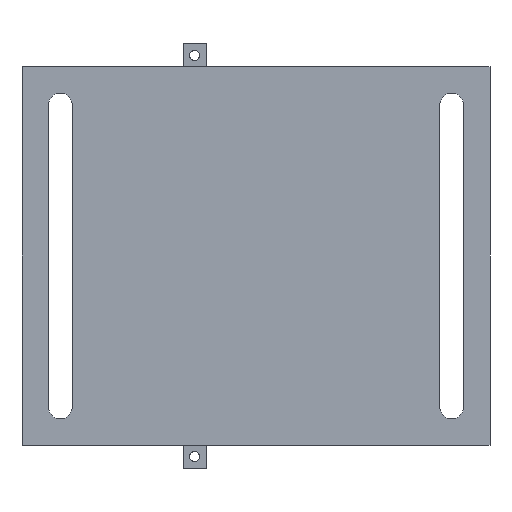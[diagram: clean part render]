
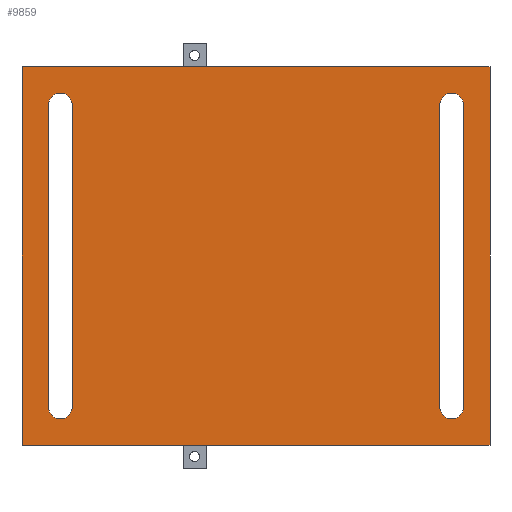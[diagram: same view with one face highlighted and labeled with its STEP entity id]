
A CAD part, left-side view. The second image highlights one B-rep face of the part: STEP entity #9859.
In plain terms, the highlighted planar face has unit normal (-1, 0, 0).
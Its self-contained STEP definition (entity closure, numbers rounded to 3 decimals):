
#811=FACE_BOUND('',#1668,.T.);
#812=FACE_BOUND('',#1669,.T.);
#864=PLANE('',#10436);
#1118=FACE_OUTER_BOUND('',#1667,.T.);
#1667=EDGE_LOOP('',(#6796,#6797,#6798,#6799));
#1668=EDGE_LOOP('',(#6800,#6801,#6802,#6803));
#1669=EDGE_LOOP('',(#6804,#6805,#6806,#6807));
#2274=LINE('',#12525,#3212);
#2275=LINE('',#12527,#3213);
#2276=LINE('',#12529,#3214);
#2277=LINE('',#12530,#3215);
#2278=LINE('',#12533,#3216);
#2279=LINE('',#12537,#3217);
#2280=LINE('',#12543,#3218);
#2281=LINE('',#12546,#3219);
#3212=VECTOR('',#10848,10.);
#3213=VECTOR('',#10849,10.);
#3214=VECTOR('',#10850,10.);
#3215=VECTOR('',#10851,10.);
#3216=VECTOR('',#10852,10.);
#3217=VECTOR('',#10855,10.);
#3218=VECTOR('',#10860,10.);
#3219=VECTOR('',#10863,10.);
#4130=CIRCLE('',#10437,3.125);
#4131=CIRCLE('',#10438,3.125);
#4132=CIRCLE('',#10439,3.125);
#4133=CIRCLE('',#10440,3.125);
#4224=VERTEX_POINT('',#12523);
#4225=VERTEX_POINT('',#12524);
#4226=VERTEX_POINT('',#12526);
#4227=VERTEX_POINT('',#12528);
#4228=VERTEX_POINT('',#12531);
#4229=VERTEX_POINT('',#12532);
#4230=VERTEX_POINT('',#12534);
#4231=VERTEX_POINT('',#12536);
#4232=VERTEX_POINT('',#12539);
#4233=VERTEX_POINT('',#12540);
#4234=VERTEX_POINT('',#12542);
#4235=VERTEX_POINT('',#12544);
#5252=EDGE_CURVE('',#4224,#4225,#2274,.T.);
#5253=EDGE_CURVE('',#4224,#4226,#2275,.T.);
#5254=EDGE_CURVE('',#4227,#4226,#2276,.T.);
#5255=EDGE_CURVE('',#4225,#4227,#2277,.T.);
#5256=EDGE_CURVE('',#4228,#4229,#2278,.T.);
#5257=EDGE_CURVE('',#4229,#4230,#4130,.T.);
#5258=EDGE_CURVE('',#4230,#4231,#2279,.T.);
#5259=EDGE_CURVE('',#4231,#4228,#4131,.T.);
#5260=EDGE_CURVE('',#4232,#4233,#4132,.T.);
#5261=EDGE_CURVE('',#4233,#4234,#2280,.T.);
#5262=EDGE_CURVE('',#4234,#4235,#4133,.T.);
#5263=EDGE_CURVE('',#4235,#4232,#2281,.T.);
#6796=ORIENTED_EDGE('',*,*,#5252,.F.);
#6797=ORIENTED_EDGE('',*,*,#5253,.T.);
#6798=ORIENTED_EDGE('',*,*,#5254,.F.);
#6799=ORIENTED_EDGE('',*,*,#5255,.F.);
#6800=ORIENTED_EDGE('',*,*,#5256,.T.);
#6801=ORIENTED_EDGE('',*,*,#5257,.T.);
#6802=ORIENTED_EDGE('',*,*,#5258,.T.);
#6803=ORIENTED_EDGE('',*,*,#5259,.T.);
#6804=ORIENTED_EDGE('',*,*,#5260,.T.);
#6805=ORIENTED_EDGE('',*,*,#5261,.T.);
#6806=ORIENTED_EDGE('',*,*,#5262,.T.);
#6807=ORIENTED_EDGE('',*,*,#5263,.T.);
#9859=ADVANCED_FACE('',(#1118,#811,#812),#864,.F.);
#10436=AXIS2_PLACEMENT_3D('',#12522,#10846,#10847);
#10437=AXIS2_PLACEMENT_3D('',#12535,#10853,#10854);
#10438=AXIS2_PLACEMENT_3D('',#12538,#10856,#10857);
#10439=AXIS2_PLACEMENT_3D('',#12541,#10858,#10859);
#10440=AXIS2_PLACEMENT_3D('',#12545,#10861,#10862);
#10846=DIRECTION('center_axis',(1.,0.,0.));
#10847=DIRECTION('ref_axis',(0.,0.,1.));
#10848=DIRECTION('',(0.,1.,0.));
#10849=DIRECTION('',(0.,0.,1.));
#10850=DIRECTION('',(0.,-1.,0.));
#10851=DIRECTION('',(0.,0.,1.));
#10852=DIRECTION('',(0.,0.,-1.));
#10853=DIRECTION('center_axis',(1.,0.,0.));
#10854=DIRECTION('ref_axis',(0.,0.,-1.));
#10855=DIRECTION('',(0.,0.,1.));
#10856=DIRECTION('center_axis',(1.,0.,0.));
#10857=DIRECTION('ref_axis',(0.,0.,-1.));
#10858=DIRECTION('center_axis',(1.,0.,0.));
#10859=DIRECTION('ref_axis',(0.,0.,-1.));
#10860=DIRECTION('',(0.,0.,-1.));
#10861=DIRECTION('center_axis',(1.,0.,0.));
#10862=DIRECTION('ref_axis',(0.,0.,-1.));
#10863=DIRECTION('',(0.,0.,1.));
#12522=CARTESIAN_POINT('Origin',(-2.,0.,0.));
#12523=CARTESIAN_POINT('',(-2.,-54.,-49.3));
#12524=CARTESIAN_POINT('',(-2.,68.,-49.3));
#12525=CARTESIAN_POINT('',(-2.,34.,-49.3));
#12526=CARTESIAN_POINT('',(-2.,-54.,49.3));
#12527=CARTESIAN_POINT('',(-2.,-54.,-49.3));
#12528=CARTESIAN_POINT('',(-2.,68.,49.3));
#12529=CARTESIAN_POINT('',(-2.,68.,49.3));
#12530=CARTESIAN_POINT('',(-2.,68.,-49.3));
#12531=CARTESIAN_POINT('',(-2.,54.875,39.3));
#12532=CARTESIAN_POINT('',(-2.,54.875,-39.3));
#12533=CARTESIAN_POINT('',(-2.,54.875,-39.3));
#12534=CARTESIAN_POINT('',(-2.,61.125,-39.3));
#12535=CARTESIAN_POINT('Origin',(-2.,58.,-39.3));
#12536=CARTESIAN_POINT('',(-2.,61.125,39.3));
#12537=CARTESIAN_POINT('',(-2.,61.125,-39.3));
#12538=CARTESIAN_POINT('Origin',(-2.,58.,39.3));
#12539=CARTESIAN_POINT('',(-2.,-40.875,39.3));
#12540=CARTESIAN_POINT('',(-2.,-47.125,39.3));
#12541=CARTESIAN_POINT('Origin',(-2.,-44.,39.3));
#12542=CARTESIAN_POINT('',(-2.,-47.125,-39.3));
#12543=CARTESIAN_POINT('',(-2.,-47.125,7.286));
#12544=CARTESIAN_POINT('',(-2.,-40.875,-39.3));
#12545=CARTESIAN_POINT('Origin',(-2.,-44.,-39.3));
#12546=CARTESIAN_POINT('',(-2.,-40.875,39.3));
